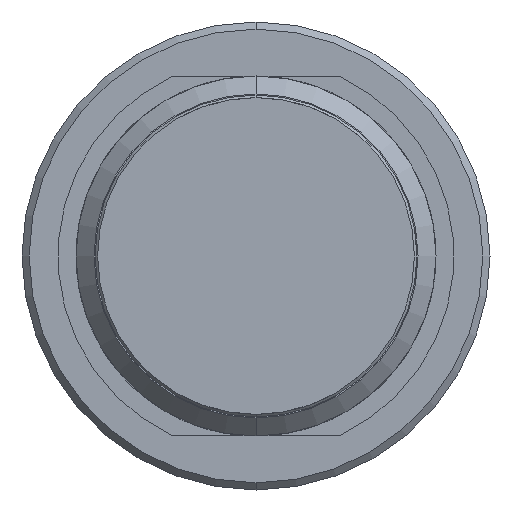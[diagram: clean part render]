
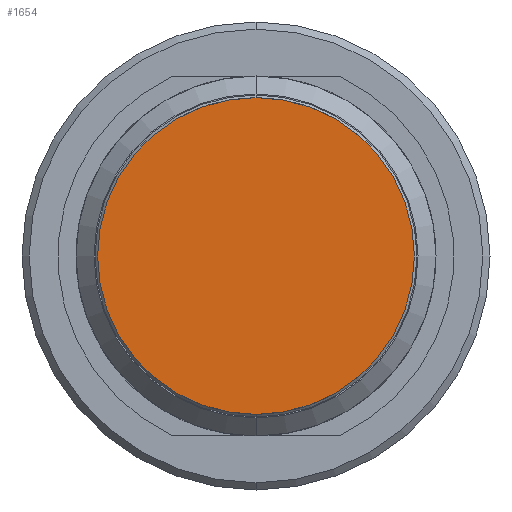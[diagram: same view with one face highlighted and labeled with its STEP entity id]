
A CAD part, front view. The second image highlights one B-rep face of the part: STEP entity #1654.
In plain terms, the highlighted planar face has unit normal (0, -1, 0).
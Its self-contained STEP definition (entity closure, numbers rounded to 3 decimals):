
#61 = DIRECTION ( 'NONE',  ( 0., -1., 0. ) ) ;
#151 = CIRCLE ( 'NONE', #1916, 2.2 ) ;
#342 = CARTESIAN_POINT ( 'NONE',  ( 2.2, 0., 0. ) ) ;
#792 = ORIENTED_EDGE ( 'NONE', *, *, #1504, .T. ) ;
#899 = CARTESIAN_POINT ( 'NONE',  ( 0., 0., 0. ) ) ;
#983 = AXIS2_PLACEMENT_3D ( 'NONE', #3567, #1166, #3546 ) ;
#1166 = DIRECTION ( 'NONE',  ( 0., 1., 0. ) ) ;
#1450 = DIRECTION ( 'NONE',  ( -1., 0., 0. ) ) ;
#1504 = EDGE_CURVE ( 'Defeature ausgef�hrt1_16+Defeature ausgef�hrt1_23+Defeature ausgef�hrt1_23+Defeature ausgef�hrt1_23', #1568, #2094, #151, .T. ) ;
#1568 = VERTEX_POINT ( 'NONE', #342 ) ;
#1654 = ADVANCED_FACE ( 'Defeature ausgef�hrt1_16', ( #2651 ), #3215, .F. ) ;
#1916 = AXIS2_PLACEMENT_3D ( 'NONE', #4146, #61, #1450 ) ;
#2094 = VERTEX_POINT ( 'NONE', #2473 ) ;
#2309 = AXIS2_PLACEMENT_3D ( 'NONE', #899, #4246, #2929 ) ;
#2342 = ORIENTED_EDGE ( 'NONE', *, *, #3906, .T. ) ;
#2473 = CARTESIAN_POINT ( 'NONE',  ( -2.2, 0., 0. ) ) ;
#2651 = FACE_OUTER_BOUND ( 'NONE', #3126, .T. ) ;
#2929 = DIRECTION ( 'NONE',  ( -1., 0., 0. ) ) ;
#3126 = EDGE_LOOP ( 'NONE', ( #2342, #792 ) ) ;
#3215 = PLANE ( 'NONE',  #983 ) ;
#3546 = DIRECTION ( 'NONE',  ( 1., 0., 0. ) ) ;
#3567 = CARTESIAN_POINT ( 'NONE',  ( 0., 0., -1.9 ) ) ;
#3906 = EDGE_CURVE ( 'Defeature ausgef�hrt1_16+Defeature ausgef�hrt1_23+Defeature ausgef�hrt1_23+Defeature ausgef�hrt1_23', #2094, #1568, #4234, .T. ) ;
#4146 = CARTESIAN_POINT ( 'NONE',  ( 0., 0., 0. ) ) ;
#4234 = CIRCLE ( 'NONE', #2309, 2.2 ) ;
#4246 = DIRECTION ( 'NONE',  ( 0., -1., 0. ) ) ;
